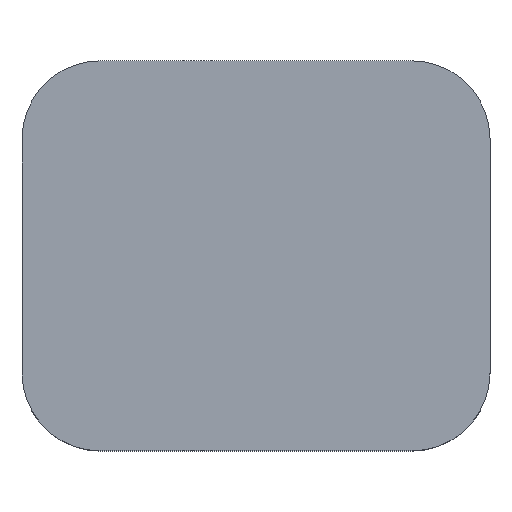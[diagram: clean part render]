
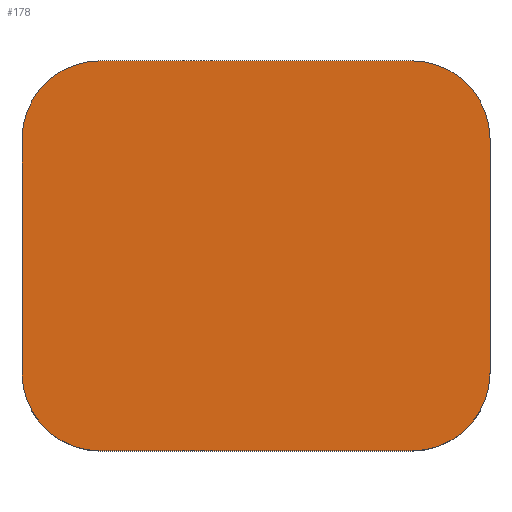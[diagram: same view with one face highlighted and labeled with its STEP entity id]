
A CAD part, top view. The second image highlights one B-rep face of the part: STEP entity #178.
In plain terms, the highlighted planar face has unit normal (0, 0, 1).
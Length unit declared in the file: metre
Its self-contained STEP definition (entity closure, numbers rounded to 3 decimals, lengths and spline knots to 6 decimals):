
#16=PLANE('',#209);
#22=LINE('',#280,#38);
#26=LINE('',#292,#42);
#30=LINE('',#304,#46);
#33=LINE('',#313,#49);
#38=VECTOR('',#225,1.);
#42=VECTOR('',#237,1.);
#46=VECTOR('',#249,1.);
#49=VECTOR('',#260,1.);
#82=ORIENTED_EDGE('',*,*,#100,.T.);
#83=ORIENTED_EDGE('',*,*,#104,.T.);
#84=ORIENTED_EDGE('',*,*,#107,.T.);
#85=ORIENTED_EDGE('',*,*,#110,.F.);
#86=ORIENTED_EDGE('',*,*,#113,.T.);
#87=ORIENTED_EDGE('',*,*,#116,.F.);
#88=ORIENTED_EDGE('',*,*,#119,.T.);
#89=ORIENTED_EDGE('',*,*,#121,.T.);
#100=EDGE_CURVE('',#125,#124,#139,.T.);
#104=EDGE_CURVE('',#124,#127,#22,.T.);
#107=EDGE_CURVE('',#127,#129,#141,.T.);
#110=EDGE_CURVE('',#131,#129,#26,.T.);
#113=EDGE_CURVE('',#131,#133,#143,.T.);
#116=EDGE_CURVE('',#135,#133,#30,.T.);
#119=EDGE_CURVE('',#135,#137,#145,.T.);
#121=EDGE_CURVE('',#137,#125,#33,.T.);
#124=VERTEX_POINT('',#271);
#125=VERTEX_POINT('',#273);
#127=VERTEX_POINT('',#279);
#129=VERTEX_POINT('',#285);
#131=VERTEX_POINT('',#291);
#133=VERTEX_POINT('',#297);
#135=VERTEX_POINT('',#303);
#137=VERTEX_POINT('',#309);
#139=CIRCLE('',#195,0.004);
#141=CIRCLE('',#199,0.004);
#143=CIRCLE('',#203,0.004);
#145=CIRCLE('',#207,0.004);
#154=EDGE_LOOP('',(#82,#83,#84,#85,#86,#87,#88,#89));
#164=FACE_BOUND('',#154,.T.);
#178=ADVANCED_FACE('',(#164),#16,.T.);
#195=AXIS2_PLACEMENT_3D('',#272,#218,#219);
#199=AXIS2_PLACEMENT_3D('',#286,#231,#232);
#203=AXIS2_PLACEMENT_3D('',#298,#243,#244);
#207=AXIS2_PLACEMENT_3D('',#310,#255,#256);
#209=AXIS2_PLACEMENT_3D('',#314,#261,#262);
#218=DIRECTION('',(0.,0.,1.));
#219=DIRECTION('',(1.,0.,0.));
#225=DIRECTION('',(0.,-1.,0.));
#231=DIRECTION('',(0.,0.,1.));
#232=DIRECTION('',(1.,0.,0.));
#237=DIRECTION('',(-1.,0.,0.));
#243=DIRECTION('',(0.,0.,1.));
#244=DIRECTION('',(1.,0.,0.));
#249=DIRECTION('',(0.,-1.,0.));
#255=DIRECTION('',(0.,0.,1.));
#256=DIRECTION('',(1.,0.,0.));
#260=DIRECTION('',(-1.,0.,0.));
#261=DIRECTION('',(0.,0.,1.));
#262=DIRECTION('',(1.,0.,0.));
#271=CARTESIAN_POINT('',(-0.042,-0.009,0.));
#272=CARTESIAN_POINT('',(-0.038,-0.009,0.));
#273=CARTESIAN_POINT('',(-0.038,-0.005,0.));
#279=CARTESIAN_POINT('',(-0.042,-0.021,0.));
#280=CARTESIAN_POINT('',(-0.042,-0.015,0.));
#285=CARTESIAN_POINT('',(-0.038,-0.025,0.));
#286=CARTESIAN_POINT('',(-0.038,-0.021,0.));
#291=CARTESIAN_POINT('',(-0.022,-0.025,0.));
#292=CARTESIAN_POINT('',(-0.03,-0.025,0.));
#297=CARTESIAN_POINT('',(-0.018,-0.021,0.));
#298=CARTESIAN_POINT('',(-0.022,-0.021,0.));
#303=CARTESIAN_POINT('',(-0.018,-0.009,0.));
#304=CARTESIAN_POINT('',(-0.018,-0.015,0.));
#309=CARTESIAN_POINT('',(-0.022,-0.005,0.));
#310=CARTESIAN_POINT('',(-0.022,-0.009,0.));
#313=CARTESIAN_POINT('',(-0.03,-0.005,0.));
#314=CARTESIAN_POINT('',(-0.03,-0.015,0.));
